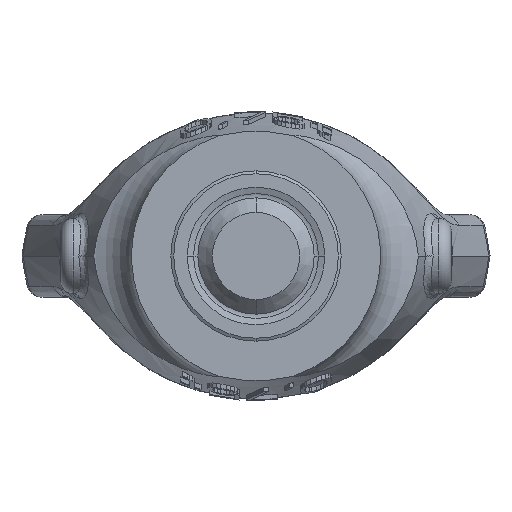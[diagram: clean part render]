
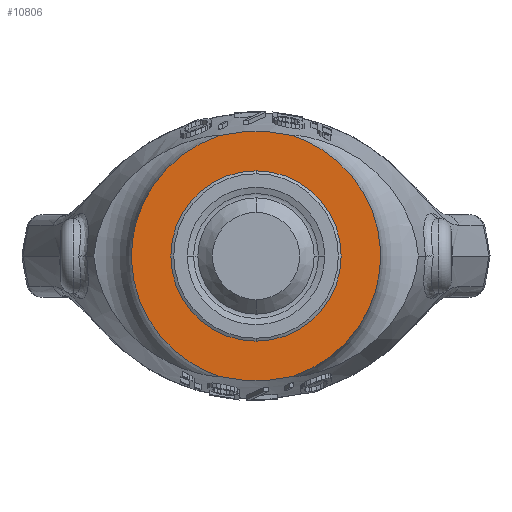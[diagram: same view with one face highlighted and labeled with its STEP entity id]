
A CAD part, front view. The second image highlights one B-rep face of the part: STEP entity #10806.
In plain terms, the highlighted planar face has unit normal (0, -1, 0).
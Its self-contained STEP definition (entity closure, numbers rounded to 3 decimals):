
#2184=CARTESIAN_POINT('',(4.388,0.,-14.499));
#2185=CARTESIAN_POINT('',(5.127,0.,-14.254));
#2186=CARTESIAN_POINT('',(6.545,0.,-13.663));
#2187=CARTESIAN_POINT('',(8.523,0.,-12.479));
#2188=CARTESIAN_POINT('',(10.29,0.,-11.03));
#2189=CARTESIAN_POINT('',(11.817,0.,-9.35));
#2190=CARTESIAN_POINT('',(13.073,0.,-7.477));
#2191=CARTESIAN_POINT('',(14.035,0.,-5.451));
#2192=CARTESIAN_POINT('',(14.686,0.,-3.315));
#2193=CARTESIAN_POINT('',(15.014,0.,-1.112));
#2194=CARTESIAN_POINT('',(15.014,0.,1.112));
#2195=CARTESIAN_POINT('',(14.686,0.,3.315));
#2196=CARTESIAN_POINT('',(14.035,0.,5.451));
#2197=CARTESIAN_POINT('',(13.073,0.,7.477));
#2198=CARTESIAN_POINT('',(11.817,0.,9.35));
#2199=CARTESIAN_POINT('',(10.29,0.,11.03));
#2200=CARTESIAN_POINT('',(8.523,0.,12.479));
#2201=CARTESIAN_POINT('',(6.545,0.,13.663));
#2202=CARTESIAN_POINT('',(5.127,0.,14.254));
#2203=CARTESIAN_POINT('',(4.388,0.,14.499));
#2205=CARTESIAN_POINT('',(4.388,0.,-14.499));
#2206=CARTESIAN_POINT('',(4.042,0.,-14.58));
#2207=CARTESIAN_POINT('',(2.6,0.,-14.872));
#2208=CARTESIAN_POINT('',(0.,0.,-15.097));
#2209=CARTESIAN_POINT('',(-2.6,0.,-14.872));
#2210=CARTESIAN_POINT('',(-4.042,0.,-14.58));
#2211=CARTESIAN_POINT('',(-4.388,0.,-14.499));
#2213=CARTESIAN_POINT('',(4.388,0.,14.499));
#2214=CARTESIAN_POINT('',(4.042,0.,14.58));
#2215=CARTESIAN_POINT('',(2.6,0.,14.872));
#2216=CARTESIAN_POINT('',(0.,0.,15.097));
#2217=CARTESIAN_POINT('',(-2.6,0.,14.872));
#2218=CARTESIAN_POINT('',(-4.042,0.,14.58));
#2219=CARTESIAN_POINT('',(-4.388,0.,14.499));
#2221=CARTESIAN_POINT('',(0.,0.,0.));
#2222=DIRECTION('',(0.,-1.,0.));
#2223=DIRECTION('',(1.,0.,0.));
#2224=AXIS2_PLACEMENT_3D('',#2221,#2222,#2223);
#2226=CARTESIAN_POINT('',(0.,0.,0.));
#2227=DIRECTION('',(0.,-1.,0.));
#2228=DIRECTION('',(-1.,0.,0.));
#2229=AXIS2_PLACEMENT_3D('',#2226,#2227,#2228);
#2231=CARTESIAN_POINT('',(-4.388,0.,14.499));
#2232=CARTESIAN_POINT('',(-5.127,0.,14.254));
#2233=CARTESIAN_POINT('',(-6.545,0.,13.663));
#2234=CARTESIAN_POINT('',(-8.523,0.,12.479));
#2235=CARTESIAN_POINT('',(-10.29,0.,11.03));
#2236=CARTESIAN_POINT('',(-11.817,0.,9.35));
#2237=CARTESIAN_POINT('',(-13.073,0.,7.477));
#2238=CARTESIAN_POINT('',(-14.035,0.,5.451));
#2239=CARTESIAN_POINT('',(-14.686,0.,3.315));
#2240=CARTESIAN_POINT('',(-15.014,0.,1.112));
#2241=CARTESIAN_POINT('',(-15.014,0.,-1.112));
#2242=CARTESIAN_POINT('',(-14.686,0.,-3.315));
#2243=CARTESIAN_POINT('',(-14.035,0.,-5.451));
#2244=CARTESIAN_POINT('',(-13.073,0.,-7.477));
#2245=CARTESIAN_POINT('',(-11.817,0.,-9.35));
#2246=CARTESIAN_POINT('',(-10.29,0.,-11.03));
#2247=CARTESIAN_POINT('',(-8.523,0.,-12.479));
#2248=CARTESIAN_POINT('',(-6.545,0.,-13.663));
#2249=CARTESIAN_POINT('',(-5.127,0.,-14.254));
#2250=CARTESIAN_POINT('',(-4.388,0.,-14.499));
#7708=CARTESIAN_POINT('',(10.25,0.,0.));
#7709=CARTESIAN_POINT('',(-10.25,0.,0.));
#7710=VERTEX_POINT('',#7708);
#7711=VERTEX_POINT('',#7709);
#8527=VERTEX_POINT('',#2213);
#8528=VERTEX_POINT('',#2219);
#8529=VERTEX_POINT('',#2205);
#8530=VERTEX_POINT('',#2211);
#10788=CARTESIAN_POINT('',(-17.191,0.,0.));
#10789=DIRECTION('',(0.,-1.,0.));
#10790=DIRECTION('',(1.,0.,0.));
#10791=AXIS2_PLACEMENT_3D('',#10788,#10789,#10790);
#10792=PLANE('',#10791);
#10793=ORIENTED_EDGE('',*,*,#10781,.F.);
#10794=ORIENTED_EDGE('',*,*,#9194,.T.);
#10796=ORIENTED_EDGE('',*,*,#10795,.F.);
#10797=ORIENTED_EDGE('',*,*,#9662,.F.);
#10798=EDGE_LOOP('',(#10793,#10794,#10796,#10797));
#10799=FACE_OUTER_BOUND('',#10798,.F.);
#10801=ORIENTED_EDGE('',*,*,#10800,.T.);
#10803=ORIENTED_EDGE('',*,*,#10802,.T.);
#10804=EDGE_LOOP('',(#10801,#10803));
#10805=FACE_BOUND('',#10804,.F.);
#10806=ADVANCED_FACE('',(#10799,#10805),#10792,.T.);
#2204=B_SPLINE_CURVE_WITH_KNOTS('',3,(#2184,#2185,#2186,#2187,#2188,#2189,#2190,
#2191,#2192,#2193,#2194,#2195,#2196,#2197,#2198,#2199,#2200,#2201,#2202,#2203),
.UNSPECIFIED.,.F.,.F.,(4,1,1,1,1,1,1,1,1,1,1,1,1,1,1,1,1,4),(0.,
0.059,0.118,0.176,0.235,
0.294,0.353,0.412,0.471,
0.529,0.588,0.647,0.706,
0.765,0.824,0.882,0.941,1.),
.UNSPECIFIED.);
#2212=B_SPLINE_CURVE_WITH_KNOTS('',3,(#2205,#2206,#2207,#2208,#2209,#2210,
#2211),.UNSPECIFIED.,.F.,.F.,(4,1,1,1,4),(0.,0.121,0.5,
0.879,1.),.UNSPECIFIED.);
#2220=B_SPLINE_CURVE_WITH_KNOTS('',3,(#2213,#2214,#2215,#2216,#2217,#2218,
#2219),.UNSPECIFIED.,.F.,.F.,(4,1,1,1,4),(0.,0.121,0.5,
0.879,1.),.UNSPECIFIED.);
#2225=CIRCLE('',#2224,10.25);
#2230=CIRCLE('',#2229,10.25);
#2251=B_SPLINE_CURVE_WITH_KNOTS('',3,(#2231,#2232,#2233,#2234,#2235,#2236,#2237,
#2238,#2239,#2240,#2241,#2242,#2243,#2244,#2245,#2246,#2247,#2248,#2249,#2250),
.UNSPECIFIED.,.F.,.F.,(4,1,1,1,1,1,1,1,1,1,1,1,1,1,1,1,1,4),(0.,
0.059,0.118,0.176,0.235,
0.294,0.353,0.412,0.471,
0.529,0.588,0.647,0.706,
0.765,0.824,0.882,0.941,1.),
.UNSPECIFIED.);
#9194=EDGE_CURVE('',#8529,#8530,#2212,.T.);
#9662=EDGE_CURVE('',#8527,#8528,#2220,.T.);
#10781=EDGE_CURVE('',#8529,#8527,#2204,.T.);
#10795=EDGE_CURVE('',#8528,#8530,#2251,.T.);
#10800=EDGE_CURVE('',#7710,#7711,#2225,.T.);
#10802=EDGE_CURVE('',#7711,#7710,#2230,.T.);
